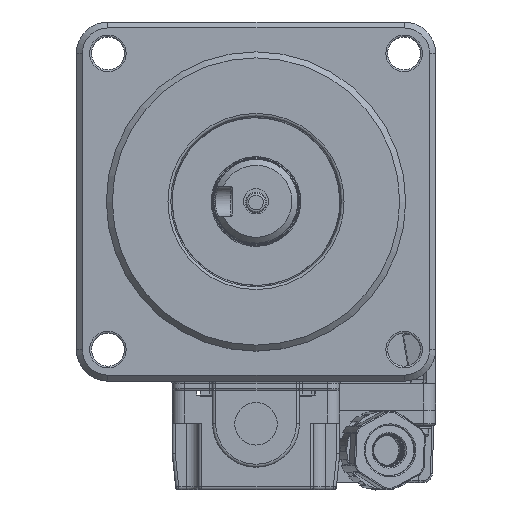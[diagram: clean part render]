
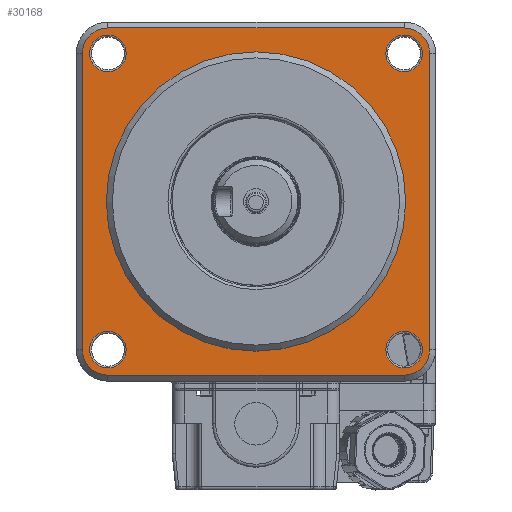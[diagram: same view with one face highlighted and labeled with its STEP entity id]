
A CAD part, top view. The second image highlights one B-rep face of the part: STEP entity #30168.
In plain terms, the highlighted planar face has unit normal (0, 0, 1).
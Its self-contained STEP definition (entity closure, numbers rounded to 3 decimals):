
#46 = DIRECTION ( 'NONE',  ( 1., 0., 0. ) ) ;
#131 = DIRECTION ( 'NONE',  ( 0., 0., -1. ) ) ;
#311 = ORIENTED_EDGE ( 'NONE', *, *, #29097, .T. ) ;
#402 = LINE ( 'NONE', #9175, #21769 ) ;
#576 = CIRCLE ( 'NONE', #22343, 3.05 ) ;
#861 = DIRECTION ( 'NONE',  ( 0., 0., -1. ) ) ;
#946 = CARTESIAN_POINT ( 'NONE',  ( -29., 24.75, 0. ) ) ;
#975 = CARTESIAN_POINT ( 'NONE',  ( -24.75, -24.75, 0. ) ) ;
#1031 = EDGE_LOOP ( 'NONE', ( #22508 ) ) ;
#1256 = VERTEX_POINT ( 'NONE', #35723 ) ;
#1472 = ORIENTED_EDGE ( 'NONE', *, *, #11973, .T. ) ;
#1499 = DIRECTION ( 'NONE',  ( 0., 0., 1. ) ) ;
#1754 = CARTESIAN_POINT ( 'NONE',  ( 24.75, -29., 0. ) ) ;
#2570 = ORIENTED_EDGE ( 'NONE', *, *, #30014, .T. ) ;
#2584 = ORIENTED_EDGE ( 'NONE', *, *, #8208, .T. ) ;
#3304 = DIRECTION ( 'NONE',  ( 1., 0., 0. ) ) ;
#3517 = EDGE_LOOP ( 'NONE', ( #26198 ) ) ;
#3873 = ORIENTED_EDGE ( 'NONE', *, *, #30757, .T. ) ;
#4241 = DIRECTION ( 'NONE',  ( 1., 0., 0. ) ) ;
#4252 = DIRECTION ( 'NONE',  ( 1., 0., 0. ) ) ;
#4460 = VERTEX_POINT ( 'NONE', #34306 ) ;
#4551 = CARTESIAN_POINT ( 'NONE',  ( -24.75, -29., 0. ) ) ;
#6137 = ORIENTED_EDGE ( 'NONE', *, *, #18938, .T. ) ;
#6819 = EDGE_CURVE ( 'NONE', #4460, #4460, #18974, .T. ) ;
#6867 = VERTEX_POINT ( 'NONE', #946 ) ;
#6974 = CARTESIAN_POINT ( 'NONE',  ( 27.799, 24.749, 0. ) ) ;
#7073 = CIRCLE ( 'NONE', #37585, 25. ) ;
#7546 = CARTESIAN_POINT ( 'NONE',  ( 0., 0., 0. ) ) ;
#7565 = DIRECTION ( 'NONE',  ( 1., 0., 0. ) ) ;
#7640 = LINE ( 'NONE', #13494, #23892 ) ;
#8072 = EDGE_LOOP ( 'NONE', ( #14914 ) ) ;
#8208 = EDGE_CURVE ( 'NONE', #37614, #37614, #23624, .T. ) ;
#8934 = VERTEX_POINT ( 'NONE', #29398 ) ;
#9056 = DIRECTION ( 'NONE',  ( 0., 1., 0. ) ) ;
#9175 = CARTESIAN_POINT ( 'NONE',  ( 0., 29., 0. ) ) ;
#9199 = CARTESIAN_POINT ( 'NONE',  ( 0., -29., 0. ) ) ;
#9485 = VECTOR ( 'NONE', #9056, 1000. ) ;
#9896 = AXIS2_PLACEMENT_3D ( 'NONE', #27838, #19053, #4252 ) ;
#10896 = DIRECTION ( 'NONE',  ( 1., 0., 0. ) ) ;
#11162 = DIRECTION ( 'NONE',  ( 0., 0., -1. ) ) ;
#11447 = VECTOR ( 'NONE', #12716, 1000. ) ;
#11934 = CARTESIAN_POINT ( 'NONE',  ( 29., -24.75, 0. ) ) ;
#11973 = EDGE_CURVE ( 'NONE', #12498, #29472, #33259, .T. ) ;
#12031 = DIRECTION ( 'NONE',  ( 1., 0., 0. ) ) ;
#12498 = VERTEX_POINT ( 'NONE', #11934 ) ;
#12599 = VERTEX_POINT ( 'NONE', #1754 ) ;
#12716 = DIRECTION ( 'NONE',  ( 1., 0., 0. ) ) ;
#13211 = EDGE_LOOP ( 'NONE', ( #38540, #2570, #1472, #33057, #311, #6137, #13554, #36783 ) ) ;
#13494 = CARTESIAN_POINT ( 'NONE',  ( -29., 0., 0. ) ) ;
#13554 = ORIENTED_EDGE ( 'NONE', *, *, #19585, .T. ) ;
#14080 = DIRECTION ( 'NONE',  ( 1., 0., 0. ) ) ;
#14498 = CIRCLE ( 'NONE', #23196, 4.25 ) ;
#14763 = FACE_BOUND ( 'NONE', #37334, .T. ) ;
#14914 = ORIENTED_EDGE ( 'NONE', *, *, #28648, .T. ) ;
#15209 = CARTESIAN_POINT ( 'NONE',  ( -24.749, 24.749, 0. ) ) ;
#15507 = CIRCLE ( 'NONE', #9896, 4.25 ) ;
#15759 = VERTEX_POINT ( 'NONE', #6974 ) ;
#17762 = DIRECTION ( 'NONE',  ( -1., 0., 0. ) ) ;
#17980 = LINE ( 'NONE', #9199, #11447 ) ;
#18130 = CARTESIAN_POINT ( 'NONE',  ( 24.75, 29., 0. ) ) ;
#18402 = EDGE_CURVE ( 'NONE', #1256, #23463, #14498, .T. ) ;
#18535 = CIRCLE ( 'NONE', #22269, 4.25 ) ;
#18845 = EDGE_CURVE ( 'NONE', #8934, #8934, #7073, .T. ) ;
#18892 = AXIS2_PLACEMENT_3D ( 'NONE', #15209, #32952, #3304 ) ;
#18938 = EDGE_CURVE ( 'NONE', #33837, #6867, #27010, .T. ) ;
#18974 = CIRCLE ( 'NONE', #18892, 3.05 ) ;
#19053 = DIRECTION ( 'NONE',  ( 0., 0., 1. ) ) ;
#19484 = AXIS2_PLACEMENT_3D ( 'NONE', #29173, #29559, #32696 ) ;
#19585 = EDGE_CURVE ( 'NONE', #6867, #1256, #7640, .T. ) ;
#19832 = CIRCLE ( 'NONE', #24820, 3.05 ) ;
#19867 = AXIS2_PLACEMENT_3D ( 'NONE', #29094, #11162, #46 ) ;
#20983 = FACE_BOUND ( 'NONE', #26048, .T. ) ;
#20992 = EDGE_CURVE ( 'NONE', #23463, #12599, #17980, .T. ) ;
#21515 = CARTESIAN_POINT ( 'NONE',  ( 24.749, -24.749, 0. ) ) ;
#21769 = VECTOR ( 'NONE', #17762, 1000. ) ;
#22202 = DIRECTION ( 'NONE',  ( 0., 0., 1. ) ) ;
#22269 = AXIS2_PLACEMENT_3D ( 'NONE', #26158, #38285, #14080 ) ;
#22343 = AXIS2_PLACEMENT_3D ( 'NONE', #34299, #30959, #7565 ) ;
#22378 = CARTESIAN_POINT ( 'NONE',  ( -21.699, -24.749, 0. ) ) ;
#22508 = ORIENTED_EDGE ( 'NONE', *, *, #6819, .T. ) ;
#23196 = AXIS2_PLACEMENT_3D ( 'NONE', #975, #22202, #10896 ) ;
#23463 = VERTEX_POINT ( 'NONE', #4551 ) ;
#23517 = FACE_BOUND ( 'NONE', #1031, .T. ) ;
#23550 = CARTESIAN_POINT ( 'NONE',  ( -24.75, 29., 0. ) ) ;
#23624 = CIRCLE ( 'NONE', #19867, 3.05 ) ;
#23892 = VECTOR ( 'NONE', #33998, 1000. ) ;
#24629 = CARTESIAN_POINT ( 'NONE',  ( 29., 0., 0. ) ) ;
#24820 = AXIS2_PLACEMENT_3D ( 'NONE', #21515, #861, #33449 ) ;
#26048 = EDGE_LOOP ( 'NONE', ( #2584 ) ) ;
#26158 = CARTESIAN_POINT ( 'NONE',  ( 24.75, 24.75, 0. ) ) ;
#26198 = ORIENTED_EDGE ( 'NONE', *, *, #18845, .F. ) ;
#26245 = FACE_BOUND ( 'NONE', #8072, .T. ) ;
#26444 = PLANE ( 'NONE',  #34171 ) ;
#26852 = CARTESIAN_POINT ( 'NONE',  ( 0., 0., 0. ) ) ;
#27010 = CIRCLE ( 'NONE', #19484, 4.25 ) ;
#27838 = CARTESIAN_POINT ( 'NONE',  ( 24.75, -24.75, 0. ) ) ;
#28578 = VERTEX_POINT ( 'NONE', #18130 ) ;
#28648 = EDGE_CURVE ( 'NONE', #15759, #15759, #576, .T. ) ;
#29094 = CARTESIAN_POINT ( 'NONE',  ( -24.749, -24.749, 0. ) ) ;
#29097 = EDGE_CURVE ( 'NONE', #28578, #33837, #402, .T. ) ;
#29173 = CARTESIAN_POINT ( 'NONE',  ( -24.75, 24.75, 0. ) ) ;
#29398 = CARTESIAN_POINT ( 'NONE',  ( 25., 0., 0. ) ) ;
#29472 = VERTEX_POINT ( 'NONE', #31999 ) ;
#29559 = DIRECTION ( 'NONE',  ( 0., 0., 1. ) ) ;
#30014 = EDGE_CURVE ( 'NONE', #12599, #12498, #15507, .T. ) ;
#30168 = ADVANCED_FACE ( 'NONE', ( #26245, #23517, #14763, #20983, #32708, #37985 ), #26444, .F. ) ;
#30564 = CARTESIAN_POINT ( 'NONE',  ( 27.799, -24.749, 0. ) ) ;
#30757 = EDGE_CURVE ( 'NONE', #33521, #33521, #19832, .T. ) ;
#30959 = DIRECTION ( 'NONE',  ( 0., 0., -1. ) ) ;
#31999 = CARTESIAN_POINT ( 'NONE',  ( 29., 24.75, 0. ) ) ;
#32696 = DIRECTION ( 'NONE',  ( 1., 0., 0. ) ) ;
#32708 = FACE_OUTER_BOUND ( 'NONE', #13211, .T. ) ;
#32952 = DIRECTION ( 'NONE',  ( 0., 0., -1. ) ) ;
#33057 = ORIENTED_EDGE ( 'NONE', *, *, #34126, .T. ) ;
#33259 = LINE ( 'NONE', #24629, #9485 ) ;
#33449 = DIRECTION ( 'NONE',  ( 1., 0., 0. ) ) ;
#33521 = VERTEX_POINT ( 'NONE', #30564 ) ;
#33837 = VERTEX_POINT ( 'NONE', #23550 ) ;
#33998 = DIRECTION ( 'NONE',  ( 0., -1., 0. ) ) ;
#34126 = EDGE_CURVE ( 'NONE', #29472, #28578, #18535, .T. ) ;
#34171 = AXIS2_PLACEMENT_3D ( 'NONE', #26852, #131, #12031 ) ;
#34299 = CARTESIAN_POINT ( 'NONE',  ( 24.749, 24.749, 0. ) ) ;
#34306 = CARTESIAN_POINT ( 'NONE',  ( -21.699, 24.749, 0. ) ) ;
#35723 = CARTESIAN_POINT ( 'NONE',  ( -29., -24.75, 0. ) ) ;
#36783 = ORIENTED_EDGE ( 'NONE', *, *, #18402, .T. ) ;
#37334 = EDGE_LOOP ( 'NONE', ( #3873 ) ) ;
#37585 = AXIS2_PLACEMENT_3D ( 'NONE', #7546, #1499, #4241 ) ;
#37614 = VERTEX_POINT ( 'NONE', #22378 ) ;
#37985 = FACE_BOUND ( 'NONE', #3517, .T. ) ;
#38285 = DIRECTION ( 'NONE',  ( 0., 0., 1. ) ) ;
#38540 = ORIENTED_EDGE ( 'NONE', *, *, #20992, .T. ) ;
